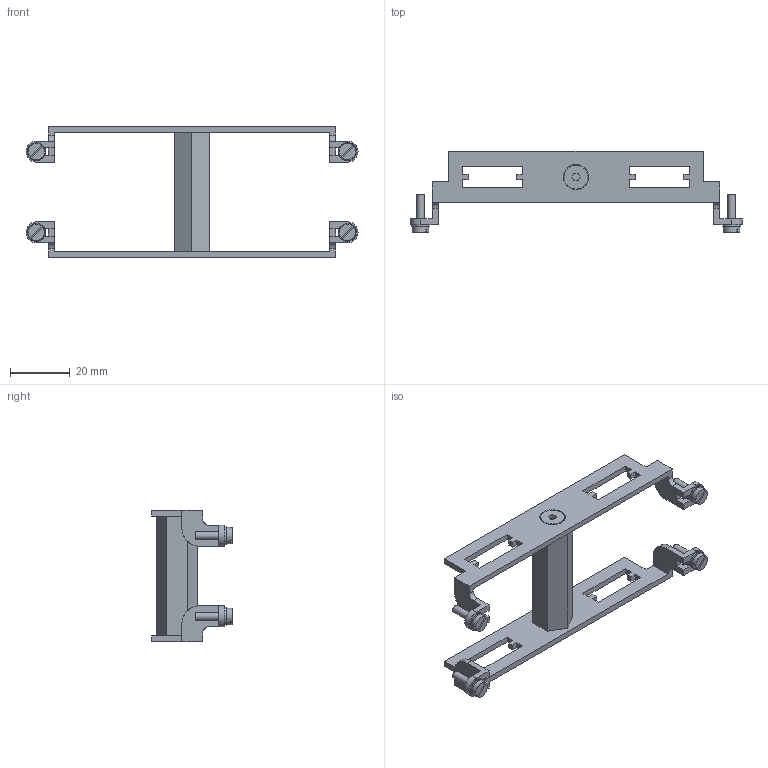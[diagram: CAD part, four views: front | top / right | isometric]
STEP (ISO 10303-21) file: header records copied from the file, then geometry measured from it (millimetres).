
FILE_DESCRIPTION(( 'HARTING HARTING HARTING HARTING HARTING HARTING HARTING HARTING HARTING', 'This Document is valid for Parts No. 09 11 000 9972'),'2;1');
FILE_NAME('MD_09110009972_R000001.stp', '2003-08-04T15:50:31',('ITIS-3'),('HARTING KGaA, D-32339 Espelkamp'), 'I-DEAS Master Series 9','HP-UNIX','Yes');
FILE_SCHEMA(('AUTOMOTIVE_DESIGN { 1 0 10303 214 0 1 1 1 }'));
Length unit declared in the file: millimetre
Products named in the file (1): Han 2HC-Halterahmen
Bounding box: 110.99 x 27.02 x 44 mm (x, y, z)
Volume: 11570.8 mm3; surface area: 10202.9 mm2
Topology: 2 solids, 2 shells, 193 faces, 534 edges, 357 vertices
Faces by surface type: bspline 193
Entity records: 5895 total; most frequent: CARTESIAN_POINT 2685, ORIENTED_EDGE 1060, EDGE_CURVE 530, VERTEX_POINT 352, QUASI_UNIFORM_CURVE 300, EDGE_LOOP 222, FACE_OUTER_BOUND 192, ADVANCED_FACE 192
